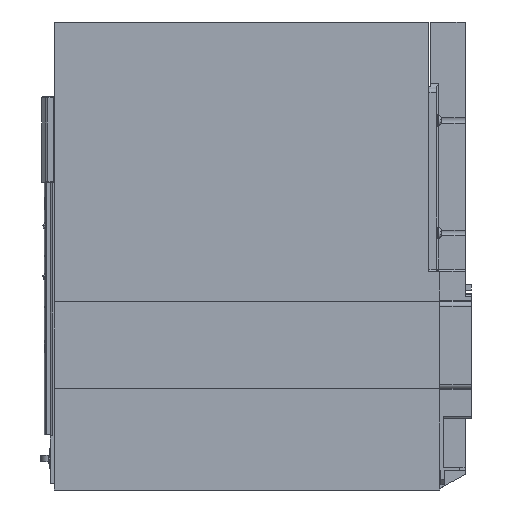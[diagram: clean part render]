
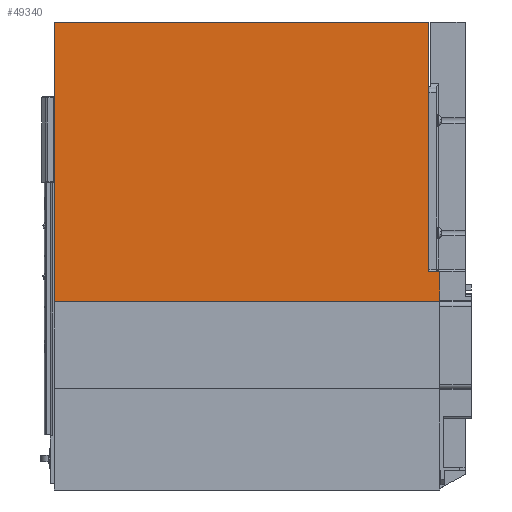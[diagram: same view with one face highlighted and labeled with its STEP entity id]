
A CAD part, left-side view. The second image highlights one B-rep face of the part: STEP entity #49340.
In plain terms, the highlighted planar face has unit normal (-1, 0, 0).
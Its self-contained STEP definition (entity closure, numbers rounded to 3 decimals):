
#45903=AXIS2_PLACEMENT_3D('Circle Axis2P3D',#45901,#45902,$) ;
#49316=AXIS2_PLACEMENT_3D('Plane Axis2P3D',#49313,#49314,#49315) ;
#45833=CARTESIAN_POINT('Vertex',(-296.5,20.,167.5)) ;
#45836=CARTESIAN_POINT('Line Origine',(-296.5,15.,167.5)) ;
#45840=CARTESIAN_POINT('Vertex',(-296.5,10.,167.5)) ;
#45870=CARTESIAN_POINT('Line Origine',(-296.5,10.,154.396)) ;
#45874=CARTESIAN_POINT('Vertex',(-296.5,10.,141.292)) ;
#45901=CARTESIAN_POINT('Axis2P3D Location',(-298.,10.,141.292)) ;
#45905=CARTESIAN_POINT('Vertex',(-296.5,10.,141.283)) ;
#45927=CARTESIAN_POINT('Line Origine',(-296.5,10.,140.641)) ;
#45931=CARTESIAN_POINT('Vertex',(-296.5,10.,140.)) ;
#46169=CARTESIAN_POINT('Vertex',(-296.5,20.,394.)) ;
#46172=CARTESIAN_POINT('Line Origine',(-296.5,20.,280.75)) ;
#49297=CARTESIAN_POINT('Vertex',(-296.5,360.,140.)) ;
#49300=CARTESIAN_POINT('Line Origine',(-296.5,185.,140.)) ;
#49313=CARTESIAN_POINT('Axis2P3D Location',(-296.5,360.,-31.)) ;
#49318=CARTESIAN_POINT('Line Origine',(-296.5,190.,394.)) ;
#49322=CARTESIAN_POINT('Vertex',(-296.5,360.,394.)) ;
#49325=CARTESIAN_POINT('Line Origine',(-296.5,360.,267.)) ;
#45837=DIRECTION('Vector Direction',(0.,1.,0.)) ;
#45871=DIRECTION('Vector Direction',(0.,0.,-1.)) ;
#45902=DIRECTION('Axis2P3D Direction',(0.,1.,0.)) ;
#45928=DIRECTION('Vector Direction',(0.,0.,-1.)) ;
#46173=DIRECTION('Vector Direction',(0.,0.,1.)) ;
#49301=DIRECTION('Vector Direction',(0.,-1.,0.)) ;
#49314=DIRECTION('Axis2P3D Direction',(1.,0.,-0.)) ;
#49315=DIRECTION('Axis2P3D XDirection',(0.,0.,1.)) ;
#49319=DIRECTION('Vector Direction',(0.,-1.,0.)) ;
#49326=DIRECTION('Vector Direction',(0.,0.,1.)) ;
#45838=VECTOR('Line Direction',#45837,1.) ;
#45872=VECTOR('Line Direction',#45871,1.) ;
#45929=VECTOR('Line Direction',#45928,1.) ;
#46174=VECTOR('Line Direction',#46173,1.) ;
#49302=VECTOR('Line Direction',#49301,1.) ;
#49320=VECTOR('Line Direction',#49319,1.) ;
#49327=VECTOR('Line Direction',#49326,1.) ;
#49331=ORIENTED_EDGE('',*,*,#45933,.F.) ;
#49332=ORIENTED_EDGE('',*,*,#45907,.F.) ;
#49333=ORIENTED_EDGE('',*,*,#45876,.F.) ;
#49334=ORIENTED_EDGE('',*,*,#45842,.F.) ;
#49335=ORIENTED_EDGE('',*,*,#46176,.T.) ;
#49336=ORIENTED_EDGE('',*,*,#49324,.F.) ;
#49337=ORIENTED_EDGE('',*,*,#49329,.F.) ;
#49338=ORIENTED_EDGE('',*,*,#49304,.T.) ;
#49340=ADVANCED_FACE('RX0153107_1PA_001_00_SIMULACRO_P.F.E2.2_III_POVERO',(#49339),#49317,.F.) ;
#45904=CIRCLE('generated circle',#45903,1.5) ;
#45842=EDGE_CURVE('',#45834,#45841,#45839,.F.) ;
#45876=EDGE_CURVE('',#45841,#45875,#45873,.T.) ;
#45907=EDGE_CURVE('',#45875,#45906,#45904,.T.) ;
#45933=EDGE_CURVE('',#45906,#45932,#45930,.T.) ;
#46176=EDGE_CURVE('',#45834,#46170,#46175,.T.) ;
#49304=EDGE_CURVE('',#49298,#45932,#49303,.T.) ;
#49324=EDGE_CURVE('',#49323,#46170,#49321,.T.) ;
#49329=EDGE_CURVE('',#49298,#49323,#49328,.T.) ;
#49330=EDGE_LOOP('',(#49331,#49332,#49333,#49334,#49335,#49336,#49337,#49338)) ;
#49339=FACE_OUTER_BOUND('',#49330,.T.) ;
#45839=LINE('Line',#45836,#45838) ;
#45873=LINE('Line',#45870,#45872) ;
#45930=LINE('Line',#45927,#45929) ;
#46175=LINE('Line',#46172,#46174) ;
#49303=LINE('Line',#49300,#49302) ;
#49321=LINE('Line',#49318,#49320) ;
#49328=LINE('Line',#49325,#49327) ;
#49317=PLANE('',#49316) ;
#45834=VERTEX_POINT('',#45833) ;
#45841=VERTEX_POINT('',#45840) ;
#45875=VERTEX_POINT('',#45874) ;
#45906=VERTEX_POINT('',#45905) ;
#45932=VERTEX_POINT('',#45931) ;
#46170=VERTEX_POINT('',#46169) ;
#49298=VERTEX_POINT('',#49297) ;
#49323=VERTEX_POINT('',#49322) ;
